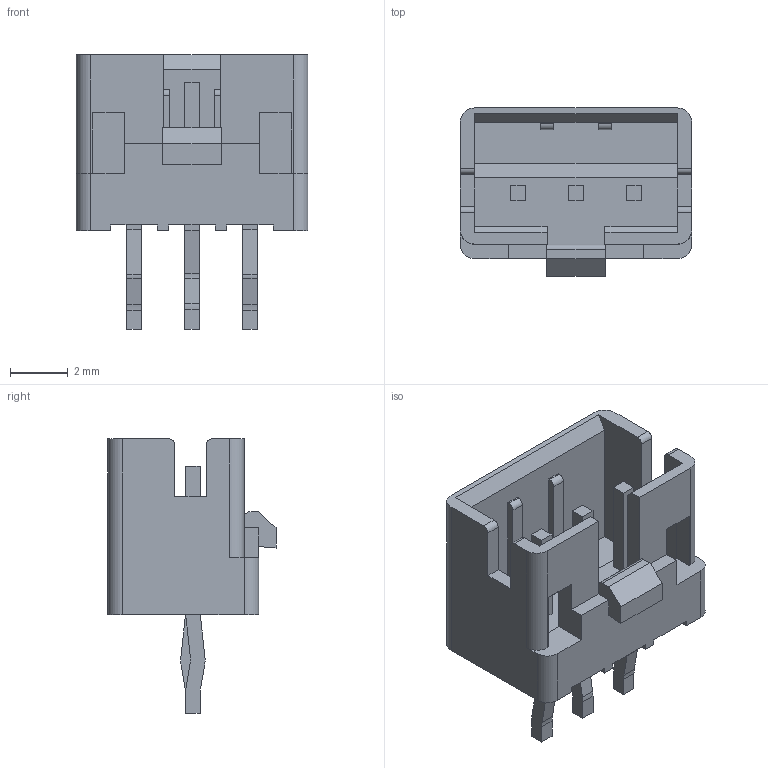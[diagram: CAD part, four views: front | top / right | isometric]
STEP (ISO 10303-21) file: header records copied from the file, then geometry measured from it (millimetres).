
FILE_DESCRIPTION((''),'2;1');
FILE_NAME('C-1735446-3','2009-07-31T',('workeradm'),(''),'PRO/ENGINEER BY PARAMETRIC TECHNOLOGY CORPORATION, 2008380','PRO/ENGINEER BY PARAMETRIC TECHNOLOGY CORPORATION, 2008380','');
FILE_SCHEMA(('AUTOMOTIVE_DESIGN { 1 0 10303 214 1 1 1 1 }'));
Length unit declared in the file: millimetre
Products named in the file (1): C-1735446-3
Bounding box: 8 x 5.8 x 9.47 mm (x, y, z)
Volume: 112.8 mm3; surface area: 375.4 mm2
Topology: 1 solids, 1 shells, 139 faces, 397 edges, 264 vertices
Faces by surface type: plane 114, cylinder 25
Entity records: 4533 total; most frequent: CARTESIAN_POINT 801, ORIENTED_EDGE 794, DIRECTION 725, EDGE_CURVE 397, VECTOR 347, LINE 347, VERTEX_POINT 264, AXIS2_PLACEMENT_3D 189
